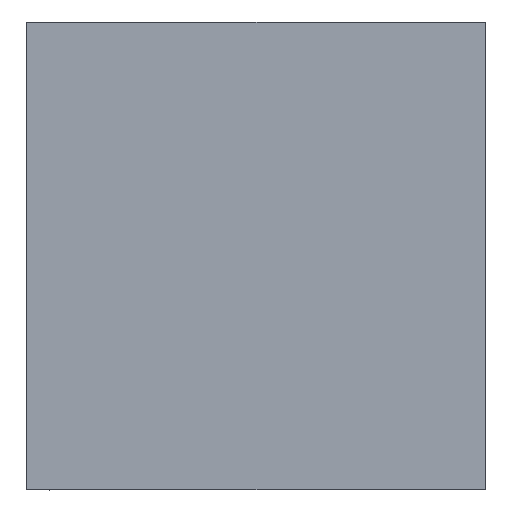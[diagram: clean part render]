
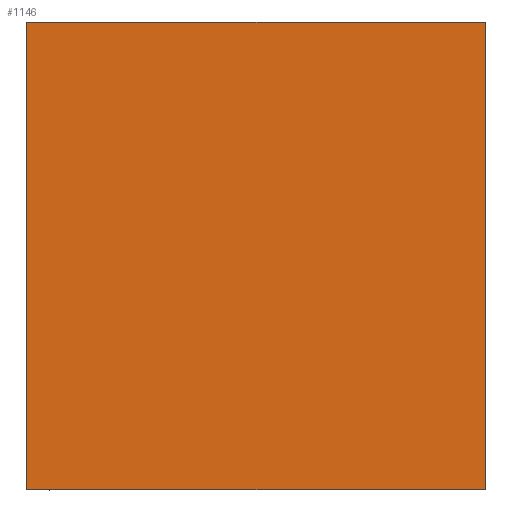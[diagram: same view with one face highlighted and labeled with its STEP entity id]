
A CAD part, left-side view. The second image highlights one B-rep face of the part: STEP entity #1146.
In plain terms, the highlighted planar face has unit normal (-1, 0, 0).
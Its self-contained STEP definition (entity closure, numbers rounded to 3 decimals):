
#3 = VERTEX_POINT ( 'NONE', #314 ) ;
#45 = DIRECTION ( 'NONE',  ( 1., 0., 0. ) ) ;
#176 = LINE ( 'NONE', #991, #491 ) ;
#231 = VERTEX_POINT ( 'NONE', #865 ) ;
#244 = FACE_OUTER_BOUND ( 'NONE', #1176, .T. ) ;
#247 = ORIENTED_EDGE ( 'NONE', *, *, #754, .F. ) ;
#248 = CARTESIAN_POINT ( 'NONE',  ( -0.5, 0.49, 0.25 ) ) ;
#266 = CARTESIAN_POINT ( 'NONE',  ( -0.5, 0., 0.25 ) ) ;
#287 = VERTEX_POINT ( 'NONE', #1035 ) ;
#314 = CARTESIAN_POINT ( 'NONE',  ( -0.5, 0., -0.25 ) ) ;
#337 = PLANE ( 'NONE',  #1119 ) ;
#341 = DIRECTION ( 'NONE',  ( 0., -1., 0. ) ) ;
#345 = DIRECTION ( 'NONE',  ( 0., 0., -1. ) ) ;
#491 = VECTOR ( 'NONE', #341, 1000. ) ;
#496 = CARTESIAN_POINT ( 'NONE',  ( -0.5, 0.49, 0.25 ) ) ;
#587 = DIRECTION ( 'NONE',  ( 0., -1., 0. ) ) ;
#606 = EDGE_CURVE ( 'NONE', #740, #287, #681, .T. ) ;
#623 = LINE ( 'NONE', #907, #634 ) ;
#634 = VECTOR ( 'NONE', #345, 1000. ) ;
#678 = LINE ( 'NONE', #496, #870 ) ;
#681 = LINE ( 'NONE', #687, #947 ) ;
#686 = EDGE_CURVE ( 'NONE', #231, #3, #176, .T. ) ;
#687 = CARTESIAN_POINT ( 'NONE',  ( -0.5, 0., 0.25 ) ) ;
#699 = ORIENTED_EDGE ( 'NONE', *, *, #606, .F. ) ;
#719 = DIRECTION ( 'NONE',  ( 0., 0., -1. ) ) ;
#740 = VERTEX_POINT ( 'NONE', #248 ) ;
#754 = EDGE_CURVE ( 'NONE', #287, #3, #623, .T. ) ;
#777 = ORIENTED_EDGE ( 'NONE', *, *, #875, .T. ) ;
#865 = CARTESIAN_POINT ( 'NONE',  ( -0.5, 0.49, -0.25 ) ) ;
#870 = VECTOR ( 'NONE', #1164, 1000. ) ;
#875 = EDGE_CURVE ( 'NONE', #740, #231, #678, .T. ) ;
#907 = CARTESIAN_POINT ( 'NONE',  ( -0.5, 0., 0.25 ) ) ;
#931 = ORIENTED_EDGE ( 'NONE', *, *, #686, .T. ) ;
#947 = VECTOR ( 'NONE', #587, 1000. ) ;
#991 = CARTESIAN_POINT ( 'NONE',  ( -0.5, 0., -0.25 ) ) ;
#1035 = CARTESIAN_POINT ( 'NONE',  ( -0.5, 0., 0.25 ) ) ;
#1119 = AXIS2_PLACEMENT_3D ( 'NONE', #266, #45, #719 ) ;
#1146 = ADVANCED_FACE ( 'NONE', ( #244 ), #337, .F. ) ;
#1164 = DIRECTION ( 'NONE',  ( 0., 0., -1. ) ) ;
#1176 = EDGE_LOOP ( 'NONE', ( #931, #247, #699, #777 ) ) ;
